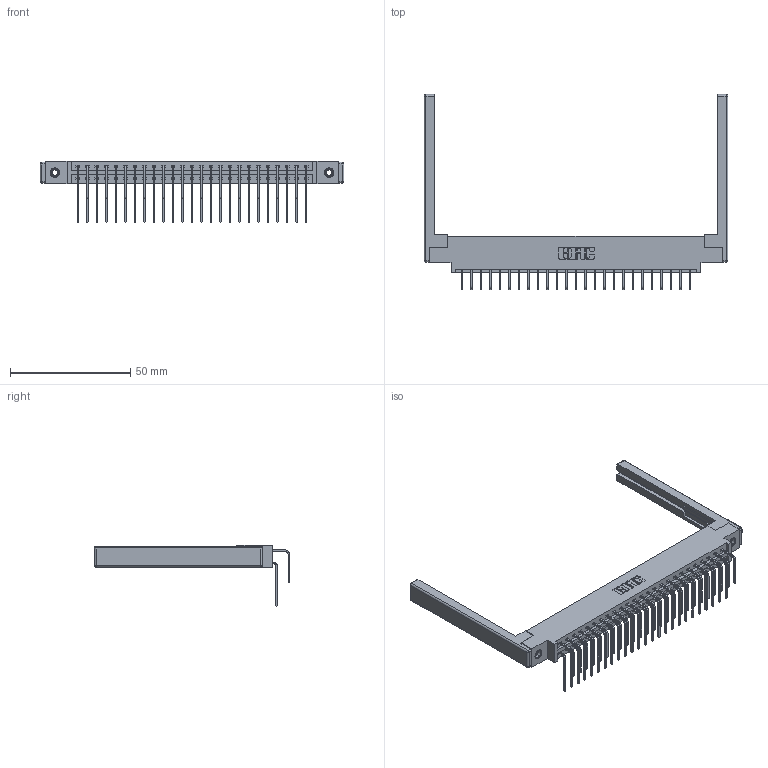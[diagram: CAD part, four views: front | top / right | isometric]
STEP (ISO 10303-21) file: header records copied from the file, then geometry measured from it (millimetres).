
FILE_DESCRIPTION (( 'STEP AP203' ), '1' );
FILE_NAME ('337-050-558-868.STEP', '2019-10-11T17:50:51', ( '' ), ( '' ), 'SwSTEP 2.0', 'SolidWorks 2016', '' );
FILE_SCHEMA (( 'CONFIG_CONTROL_DESIGN' ));
Length unit declared in the file: inch
Products named in the file (6): 337 Part_0.170 Offset - 0.156 Dia-TI; 337-050-558-868; 345-250-001_345-250-001-102; 307-220-068; 345-292-001_558 559 Tail - 1; 345-292-001_558 Tail - 2
Assembly tree (55 placements, depth 2):
  337-050-558-868
    337 Part_0.170 Offset - 0.156 Dia-TI
    345-292-001_558 559 Tail - 1  x25
    345-292-001_558 Tail - 2  x25
    345-250-001_345-250-001-102  x2
    307-220-068  x2
Bounding box: 126.49 x 81.22 x 25.53 mm (x, y, z)
Volume: 17660.2 mm3; surface area: 20433.2 mm2
Topology: 55 solids, 55 shells, 3072 faces, 9063 edges, 5954 vertices
Faces by surface type: plane 2162, cylinder 886, cone 12, sphere 8, torus 4
Entity records: 26258 total; most frequent: CARTESIAN_POINT 4450, ORIENTED_EDGE 4324, DIRECTION 3868, EDGE_CURVE 2162, VECTOR 1944, LINE 1944, VERTEX_POINT 1430, AXIS2_PLACEMENT_3D 962
